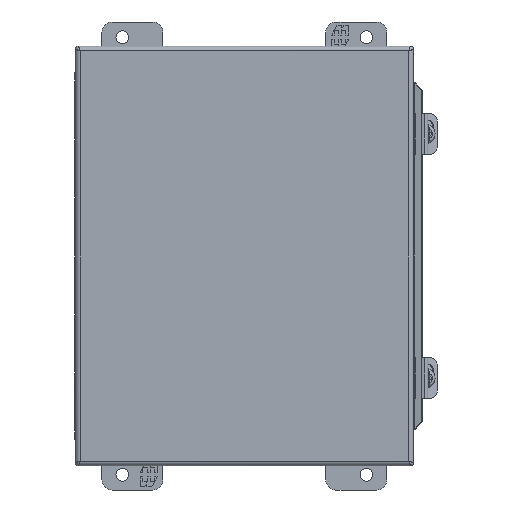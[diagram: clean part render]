
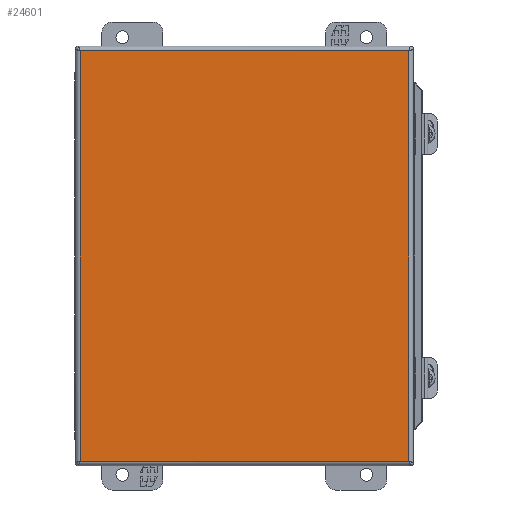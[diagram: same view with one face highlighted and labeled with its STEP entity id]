
A CAD part, front view. The second image highlights one B-rep face of the part: STEP entity #24601.
In plain terms, the highlighted planar face has unit normal (0, -1, 0).
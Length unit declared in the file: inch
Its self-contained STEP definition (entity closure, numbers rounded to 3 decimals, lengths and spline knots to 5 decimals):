
#1717 = ORIENTED_EDGE ( 'NONE', *, *, #13047, .T. ) ;
#1861 = EDGE_CURVE ( 'NONE', #3187, #29318, #15697, .T. ) ;
#3187 = VERTEX_POINT ( 'NONE', #10542 ) ;
#4395 = FACE_OUTER_BOUND ( 'NONE', #17813, .T. ) ;
#5927 = CARTESIAN_POINT ( 'NONE',  ( -4.0378, -4.19685, -5.0378 ) ) ;
#9498 = CARTESIAN_POINT ( 'NONE',  ( 4.0378, -4.19685, -5.0378 ) ) ;
#10542 = CARTESIAN_POINT ( 'NONE',  ( 4.0378, -4.19685, 5.0378 ) ) ;
#11544 = ORIENTED_EDGE ( 'NONE', *, *, #1861, .T. ) ;
#11640 = DIRECTION ( 'NONE',  ( 1., 0., 0. ) ) ;
#12535 = DIRECTION ( 'NONE',  ( -1., 0., 0. ) ) ;
#12877 = VERTEX_POINT ( 'NONE', #9498 ) ;
#13047 = EDGE_CURVE ( 'NONE', #29318, #24111, #14994, .T. ) ;
#13821 = EDGE_CURVE ( 'NONE', #12877, #3187, #30294, .T. ) ;
#14806 = EDGE_CURVE ( 'NONE', #24111, #12877, #25671, .T. ) ;
#14994 = LINE ( 'NONE', #18058, #24324 ) ;
#15697 = LINE ( 'NONE', #34115, #25022 ) ;
#17813 = EDGE_LOOP ( 'NONE', ( #1717, #30879, #31995, #11544 ) ) ;
#18058 = CARTESIAN_POINT ( 'NONE',  ( -4.0378, -4.19685, -5.15591 ) ) ;
#18456 = AXIS2_PLACEMENT_3D ( 'NONE', #22451, #30484, #25086 ) ;
#19808 = CARTESIAN_POINT ( 'NONE',  ( 4.15591, -4.19685, -5.0378 ) ) ;
#20682 = DIRECTION ( 'NONE',  ( 0., 0., -1. ) ) ;
#21477 = CARTESIAN_POINT ( 'NONE',  ( 4.0378, -4.19685, 5.15591 ) ) ;
#22451 = CARTESIAN_POINT ( 'NONE',  ( 0., -4.19685, 0. ) ) ;
#23876 = DIRECTION ( 'NONE',  ( 0., 0., 1. ) ) ;
#23948 = VECTOR ( 'NONE', #11640, 39.37008 ) ;
#24111 = VERTEX_POINT ( 'NONE', #5927 ) ;
#24324 = VECTOR ( 'NONE', #20682, 39.37008 ) ;
#24601 = ADVANCED_FACE ( 'NONE', ( #4395 ), #33207, .T. ) ;
#25022 = VECTOR ( 'NONE', #12535, 39.37008 ) ;
#25086 = DIRECTION ( 'NONE',  ( 0., 0., -1. ) ) ;
#25583 = VECTOR ( 'NONE', #23876, 39.37008 ) ;
#25671 = LINE ( 'NONE', #19808, #23948 ) ;
#29318 = VERTEX_POINT ( 'NONE', #32378 ) ;
#30294 = LINE ( 'NONE', #21477, #25583 ) ;
#30484 = DIRECTION ( 'NONE',  ( 0., -1., 0. ) ) ;
#30879 = ORIENTED_EDGE ( 'NONE', *, *, #14806, .T. ) ;
#31995 = ORIENTED_EDGE ( 'NONE', *, *, #13821, .T. ) ;
#32378 = CARTESIAN_POINT ( 'NONE',  ( -4.0378, -4.19685, 5.0378 ) ) ;
#33207 = PLANE ( 'NONE',  #18456 ) ;
#34115 = CARTESIAN_POINT ( 'NONE',  ( -4.15591, -4.19685, 5.0378 ) ) ;
